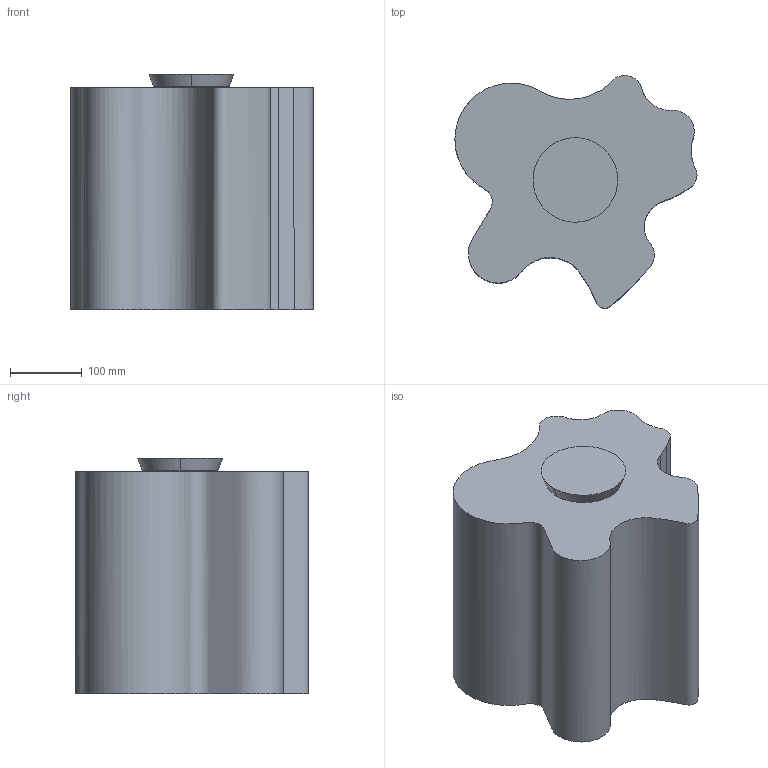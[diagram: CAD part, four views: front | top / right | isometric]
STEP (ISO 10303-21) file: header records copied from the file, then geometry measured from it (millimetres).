
FILE_DESCRIPTION(/* description */ (''),/* implementation_level */ '2;1');
FILE_NAME(/* name */ 'Logico_Soffitto_Singola_3D',/* time_stamp */ '2012-01-17T12:31:22+01:00',/* author */ (''),/* organization */ (''),/* preprocessor_version */ 'ST-DEVELOPER v10',/* originating_system */ '',/* authorisation */ '');
FILE_SCHEMA (('CONFIG_CONTROL_DESIGN'));
Length unit declared in the file: millimetre
Products named in the file (1): 1
Bounding box: 337.85 x 324.77 x 329 mm (x, y, z)
Volume: 399024.1 mm3; surface area: 493846.5 mm2
Topology: 2 solids, 3 shells, 38 faces, 209 edges, 174 vertices
Faces by surface type: bspline 32, plane 6
Entity records: 2414 total; most frequent: CARTESIAN_POINT 1615, ORIENTED_EDGE 238, EDGE_CURVE 123, VERTEX_POINT 92, COMPOSITE_CURVE_SEGMENT 82, EDGE_LOOP 40, ADVANCED_FACE 38, FACE_OUTER_BOUND 38
